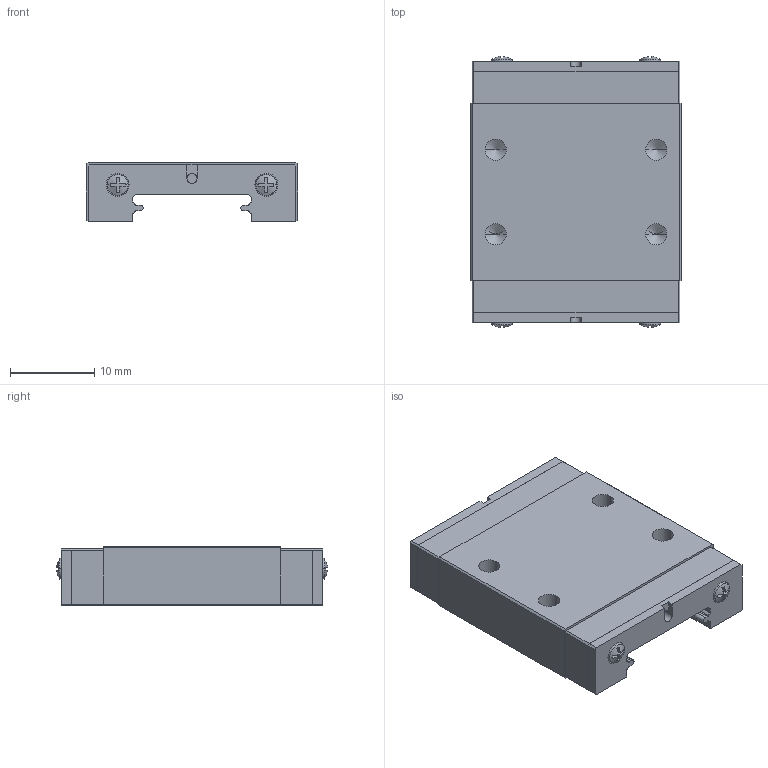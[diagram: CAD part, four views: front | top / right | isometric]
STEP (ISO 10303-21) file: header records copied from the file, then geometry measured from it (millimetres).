
FILE_DESCRIPTION(('STEP AP214'),'1');
FILE_NAME('cctmp_F1FB2F35-4FC1-4FCC-B658-6FFCB385ED1E_2024_08_08_17_07_20_0058..stp','2024-08-08T15:07:20',('HIWIN GmbH'),('CADClick - www.CADClick.com'),'Spatial InterOp 3D',' ','unknown authorization');
FILE_SCHEMA(('AUTOMOTIVE_DESIGN'));
Length unit declared in the file: millimetre
Products named in the file (1): MGW07CZ0CM_FILE
Bounding box: 25 x 32.19 x 7.1 mm (x, y, z)
Volume: 3954.3 mm3; surface area: 2724.4 mm2
Topology: 1 solids, 3 shells, 210 faces, 560 edges, 360 vertices
Faces by surface type: plane 130, cylinder 52, cone 28
Entity records: 8072 total; most frequent: CARTESIAN_POINT 1235, ORIENTED_EDGE 1104, DIRECTION 1034, EDGE_CURVE 552, LINE 380, VECTOR 380, VERTEX_POINT 360, AXIS2_PLACEMENT_3D 327
